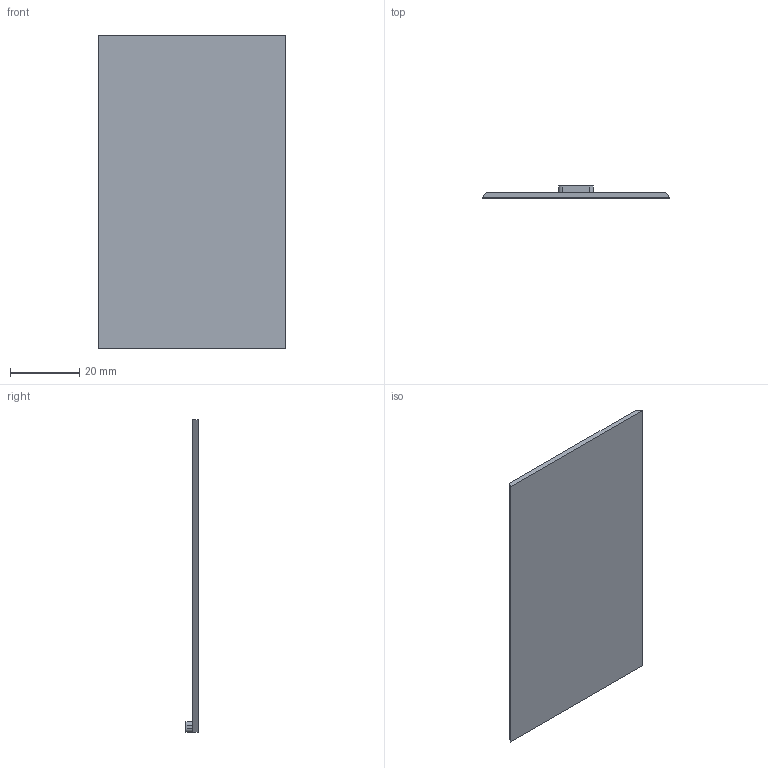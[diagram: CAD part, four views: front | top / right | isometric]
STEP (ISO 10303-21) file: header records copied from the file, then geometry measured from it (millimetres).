
FILE_DESCRIPTION(/* description */ (''),/* implementation_level */ '2;1');
FILE_NAME(/* name */ 'cover2.stp',/* time_stamp */ '2023-03-14T11:40:09+03:00',/* author */ ('Josh'),/* organization */ (''),/* preprocessor_version */ 'ST-DEVELOPER v19',/* originating_system */ 'Autodesk Inventor 2023',/* authorisation */ '');
FILE_SCHEMA (('AUTOMOTIVE_DESIGN { 1 0 10303 214 3 1 1 }'));
Length unit declared in the file: millimetre
Products named in the file (1): cover2
Bounding box: 53.9 x 3.5 x 90 mm (x, y, z)
Volume: 7124 mm3; surface area: 10082 mm2
Topology: 1 solids, 1 shells, 38 faces, 93 edges, 58 vertices
Faces by surface type: plane 34, cylinder 4
Entity records: 1134 total; most frequent: CARTESIAN_POINT 190, ORIENTED_EDGE 186, DIRECTION 179, EDGE_CURVE 93, LINE 85, VECTOR 85, VERTEX_POINT 58, AXIS2_PLACEMENT_3D 47
